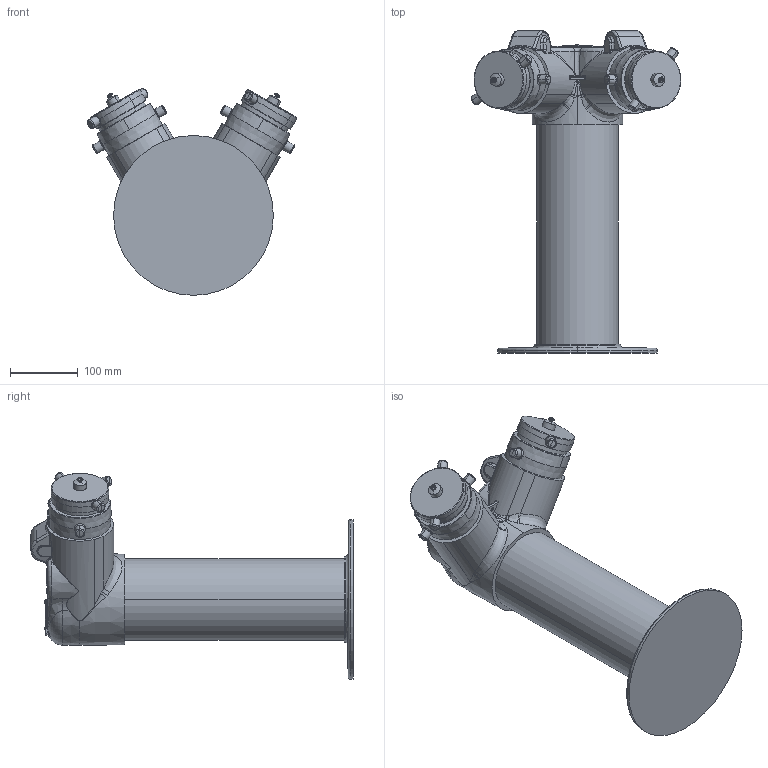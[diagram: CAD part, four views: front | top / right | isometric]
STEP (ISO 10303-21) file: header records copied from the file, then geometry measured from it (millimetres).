
FILE_DESCRIPTION (( 'STEP AP214' ), '1' );
FILE_NAME ('15-2W(00221001).STEP', '2021-05-10T18:22:24', ( '' ), ( '' ), 'SwSTEP 2.0', 'SolidWorks 2019', '' );
FILE_SCHEMA (( 'AUTOMOTIVE_DESIGN' ));
Length unit declared in the file: inch
Products named in the file (1): 15-2W(00221001)
Bounding box: 309.03 x 474.67 x 304.42 mm (x, y, z)
Volume: 7790823.6 mm3; surface area: 384838.9 mm2
Topology: 1 solids, 1 shells, 1913 faces, 5152 edges, 3319 vertices
Faces by surface type: plane 899, bspline 723, cylinder 155, cone 75, torus 47, sphere 14
Entity records: 114077 total; most frequent: CARTESIAN_POINT 70901, ORIENTED_EDGE 10232, DIRECTION 6334, EDGE_CURVE 5116, VERTEX_POINT 3319, VECTOR 2792, LINE 2792, EDGE_LOOP 2029
